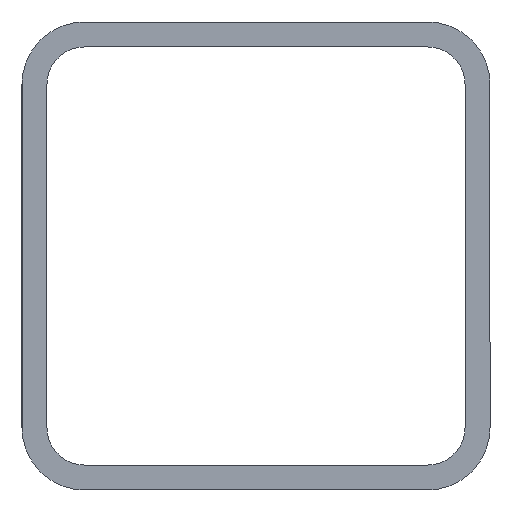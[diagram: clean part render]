
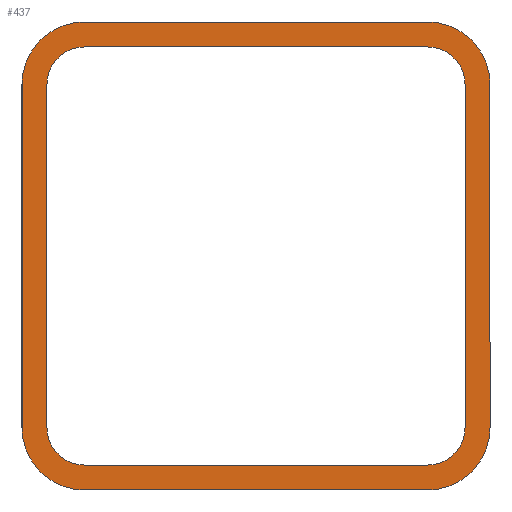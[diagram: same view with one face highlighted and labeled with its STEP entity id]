
A CAD part, left-side view. The second image highlights one B-rep face of the part: STEP entity #437.
In plain terms, the highlighted planar face has unit normal (-1, 0, 0).
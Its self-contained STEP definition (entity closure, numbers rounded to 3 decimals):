
#10 = EDGE_CURVE ( 'NONE', #531, #193, #609, .T. ) ;
#11 = DIRECTION ( 'NONE',  ( 0., -1., 0. ) ) ;
#27 = EDGE_CURVE ( 'NONE', #235, #383, #142, .T. ) ;
#29 = DIRECTION ( 'NONE',  ( 0., 1., 0. ) ) ;
#33 = EDGE_CURVE ( 'NONE', #143, #549, #403, .T. ) ;
#34 = AXIS2_PLACEMENT_3D ( 'NONE', #192, #46, #592 ) ;
#35 = DIRECTION ( 'NONE',  ( -1., 0., 0. ) ) ;
#37 = VERTEX_POINT ( 'NONE', #374 ) ;
#39 = CARTESIAN_POINT ( 'NONE',  ( -1375.5, 27.5, -37.5 ) ) ;
#46 = DIRECTION ( 'NONE',  ( -1., 0., 0. ) ) ;
#52 = EDGE_LOOP ( 'NONE', ( #599, #166, #580, #644, #82, #486, #153, #495 ) ) ;
#55 = CARTESIAN_POINT ( 'NONE',  ( -1375.5, -37.5, -27.5 ) ) ;
#57 = LINE ( 'NONE', #566, #392 ) ;
#67 = LINE ( 'NONE', #468, #70 ) ;
#70 = VECTOR ( 'NONE', #108, 1000. ) ;
#74 = CARTESIAN_POINT ( 'NONE',  ( -1375.5, -27.5, -37.5 ) ) ;
#80 = CARTESIAN_POINT ( 'NONE',  ( -1375.5, -27.5, -33.5 ) ) ;
#81 = AXIS2_PLACEMENT_3D ( 'NONE', #530, #581, #430 ) ;
#82 = ORIENTED_EDGE ( 'NONE', *, *, #33, .F. ) ;
#84 = FACE_BOUND ( 'NONE', #52, .T. ) ;
#85 = CARTESIAN_POINT ( 'NONE',  ( -1375.5, -27.5, -27.5 ) ) ;
#95 = DIRECTION ( 'NONE',  ( 0., 1., 0. ) ) ;
#102 = AXIS2_PLACEMENT_3D ( 'NONE', #269, #463, #11 ) ;
#105 = LINE ( 'NONE', #55, #287 ) ;
#108 = DIRECTION ( 'NONE',  ( 0., 1., 0. ) ) ;
#111 = VECTOR ( 'NONE', #263, 1000. ) ;
#114 = CARTESIAN_POINT ( 'NONE',  ( -1375.5, 27.5, 33.5 ) ) ;
#125 = DIRECTION ( 'NONE',  ( 0., 1., 0. ) ) ;
#132 = CARTESIAN_POINT ( 'NONE',  ( -1375.5, -27.5, 27.5 ) ) ;
#142 = LINE ( 'NONE', #184, #271 ) ;
#143 = VERTEX_POINT ( 'NONE', #398 ) ;
#145 = CIRCLE ( 'NONE', #516, 10. ) ;
#146 = CARTESIAN_POINT ( 'NONE',  ( -1375.5, 27.5, 27.5 ) ) ;
#150 = CARTESIAN_POINT ( 'NONE',  ( -1375.5, 27.5, -27.5 ) ) ;
#152 = DIRECTION ( 'NONE',  ( 0., -1., 0. ) ) ;
#153 = ORIENTED_EDGE ( 'NONE', *, *, #10, .F. ) ;
#154 = DIRECTION ( 'NONE',  ( 0., -1., 0. ) ) ;
#158 = EDGE_CURVE ( 'NONE', #529, #222, #506, .T. ) ;
#161 = EDGE_CURVE ( 'NONE', #449, #397, #105, .T. ) ;
#166 = ORIENTED_EDGE ( 'NONE', *, *, #27, .F. ) ;
#178 = CIRCLE ( 'NONE', #34, 10. ) ;
#179 = CARTESIAN_POINT ( 'NONE',  ( -1375.5, -37.5, -27.5 ) ) ;
#184 = CARTESIAN_POINT ( 'NONE',  ( -1375.5, 33.5, -27.5 ) ) ;
#189 = DIRECTION ( 'NONE',  ( -1., 0., 0. ) ) ;
#192 = CARTESIAN_POINT ( 'NONE',  ( -1375.5, -27.5, -27.5 ) ) ;
#193 = VERTEX_POINT ( 'NONE', #647 ) ;
#195 = DIRECTION ( 'NONE',  ( -1., 0., 0. ) ) ;
#197 = EDGE_CURVE ( 'NONE', #522, #282, #145, .T. ) ;
#212 = EDGE_CURVE ( 'NONE', #351, #235, #536, .T. ) ;
#217 = LINE ( 'NONE', #524, #111 ) ;
#222 = VERTEX_POINT ( 'NONE', #396 ) ;
#226 = CARTESIAN_POINT ( 'NONE',  ( -1375.5, 37.5, -27.5 ) ) ;
#234 = DIRECTION ( 'NONE',  ( 1., 0., 0. ) ) ;
#235 = VERTEX_POINT ( 'NONE', #363 ) ;
#238 = LINE ( 'NONE', #435, #459 ) ;
#246 = LINE ( 'NONE', #606, #354 ) ;
#251 = CIRCLE ( 'NONE', #81, 10. ) ;
#252 = DIRECTION ( 'NONE',  ( 0., 0., 1. ) ) ;
#263 = DIRECTION ( 'NONE',  ( 0., 0., -1. ) ) ;
#269 = CARTESIAN_POINT ( 'NONE',  ( -1375.5, 27.5, -27.5 ) ) ;
#271 = VECTOR ( 'NONE', #340, 1000. ) ;
#273 = EDGE_CURVE ( 'NONE', #37, #531, #57, .T. ) ;
#282 = VERTEX_POINT ( 'NONE', #618 ) ;
#286 = VERTEX_POINT ( 'NONE', #519 ) ;
#287 = VECTOR ( 'NONE', #252, 1000. ) ;
#290 = EDGE_CURVE ( 'NONE', #282, #529, #217, .T. ) ;
#304 = ORIENTED_EDGE ( 'NONE', *, *, #197, .T. ) ;
#305 = EDGE_CURVE ( 'NONE', #383, #37, #563, .T. ) ;
#325 = DIRECTION ( 'NONE',  ( 0., 1., 0. ) ) ;
#327 = CARTESIAN_POINT ( 'NONE',  ( -1375.5, -37.5, 27.5 ) ) ;
#330 = EDGE_CURVE ( 'NONE', #549, #351, #67, .T. ) ;
#332 = CARTESIAN_POINT ( 'NONE',  ( -1375.5, 27.5, 37.5 ) ) ;
#334 = ORIENTED_EDGE ( 'NONE', *, *, #158, .T. ) ;
#337 = ORIENTED_EDGE ( 'NONE', *, *, #547, .T. ) ;
#340 = DIRECTION ( 'NONE',  ( 0., 0., -1. ) ) ;
#344 = DIRECTION ( 'NONE',  ( -1., 0., 0. ) ) ;
#351 = VERTEX_POINT ( 'NONE', #114 ) ;
#354 = VECTOR ( 'NONE', #442, 1000. ) ;
#363 = CARTESIAN_POINT ( 'NONE',  ( -1375.5, 33.5, 27.5 ) ) ;
#364 = AXIS2_PLACEMENT_3D ( 'NONE', #132, #189, #585 ) ;
#373 = CARTESIAN_POINT ( 'NONE',  ( -1375.5, 27.5, 27.5 ) ) ;
#374 = CARTESIAN_POINT ( 'NONE',  ( -1375.5, 27.5, -33.5 ) ) ;
#383 = VERTEX_POINT ( 'NONE', #615 ) ;
#390 = ORIENTED_EDGE ( 'NONE', *, *, #490, .T. ) ;
#391 = DIRECTION ( 'NONE',  ( 0., 1., 0. ) ) ;
#392 = VECTOR ( 'NONE', #628, 1000. ) ;
#394 = VECTOR ( 'NONE', #154, 1000. ) ;
#395 = LINE ( 'NONE', #39, #394 ) ;
#396 = CARTESIAN_POINT ( 'NONE',  ( -1375.5, 27.5, -37.5 ) ) ;
#397 = VERTEX_POINT ( 'NONE', #327 ) ;
#398 = CARTESIAN_POINT ( 'NONE',  ( -1375.5, -33.5, 27.5 ) ) ;
#403 = CIRCLE ( 'NONE', #364, 6. ) ;
#415 = VERTEX_POINT ( 'NONE', #74 ) ;
#424 = FACE_OUTER_BOUND ( 'NONE', #590, .T. ) ;
#430 = DIRECTION ( 'NONE',  ( 0., -1., 0. ) ) ;
#435 = CARTESIAN_POINT ( 'NONE',  ( -1375.5, 27.5, 37.5 ) ) ;
#436 = ORIENTED_EDGE ( 'NONE', *, *, #290, .T. ) ;
#437 = ADVANCED_FACE ( 'NONE', ( #424, #84 ), #633, .F. ) ;
#442 = DIRECTION ( 'NONE',  ( 0., 0., 1. ) ) ;
#449 = VERTEX_POINT ( 'NONE', #179 ) ;
#457 = AXIS2_PLACEMENT_3D ( 'NONE', #150, #497, #152 ) ;
#459 = VECTOR ( 'NONE', #125, 1000. ) ;
#463 = DIRECTION ( 'NONE',  ( -1., 0., 0. ) ) ;
#468 = CARTESIAN_POINT ( 'NONE',  ( -1375.5, 27.5, 33.5 ) ) ;
#471 = ORIENTED_EDGE ( 'NONE', *, *, #161, .T. ) ;
#486 = ORIENTED_EDGE ( 'NONE', *, *, #586, .F. ) ;
#490 = EDGE_CURVE ( 'NONE', #286, #522, #238, .T. ) ;
#495 = ORIENTED_EDGE ( 'NONE', *, *, #273, .F. ) ;
#497 = DIRECTION ( 'NONE',  ( -1., 0., 0. ) ) ;
#505 = EDGE_CURVE ( 'NONE', #397, #286, #251, .T. ) ;
#506 = CIRCLE ( 'NONE', #457, 10. ) ;
#516 = AXIS2_PLACEMENT_3D ( 'NONE', #602, #195, #391 ) ;
#519 = CARTESIAN_POINT ( 'NONE',  ( -1375.5, -27.5, 37.5 ) ) ;
#522 = VERTEX_POINT ( 'NONE', #332 ) ;
#524 = CARTESIAN_POINT ( 'NONE',  ( -1375.5, 37.5, -27.5 ) ) ;
#528 = AXIS2_PLACEMENT_3D ( 'NONE', #373, #234, #325 ) ;
#529 = VERTEX_POINT ( 'NONE', #226 ) ;
#530 = CARTESIAN_POINT ( 'NONE',  ( -1375.5, -27.5, 27.5 ) ) ;
#531 = VERTEX_POINT ( 'NONE', #80 ) ;
#536 = CIRCLE ( 'NONE', #630, 6. ) ;
#547 = EDGE_CURVE ( 'NONE', #222, #415, #395, .T. ) ;
#549 = VERTEX_POINT ( 'NONE', #645 ) ;
#563 = CIRCLE ( 'NONE', #102, 6. ) ;
#566 = CARTESIAN_POINT ( 'NONE',  ( -1375.5, 27.5, -33.5 ) ) ;
#574 = EDGE_CURVE ( 'NONE', #415, #449, #178, .T. ) ;
#580 = ORIENTED_EDGE ( 'NONE', *, *, #212, .F. ) ;
#581 = DIRECTION ( 'NONE',  ( -1., 0., 0. ) ) ;
#585 = DIRECTION ( 'NONE',  ( 0., -1., 0. ) ) ;
#586 = EDGE_CURVE ( 'NONE', #193, #143, #246, .T. ) ;
#590 = EDGE_LOOP ( 'NONE', ( #304, #436, #334, #337, #629, #471, #593, #390 ) ) ;
#592 = DIRECTION ( 'NONE',  ( 0., 1., 0. ) ) ;
#593 = ORIENTED_EDGE ( 'NONE', *, *, #505, .T. ) ;
#599 = ORIENTED_EDGE ( 'NONE', *, *, #305, .F. ) ;
#602 = CARTESIAN_POINT ( 'NONE',  ( -1375.5, 27.5, 27.5 ) ) ;
#606 = CARTESIAN_POINT ( 'NONE',  ( -1375.5, -33.5, -27.5 ) ) ;
#609 = CIRCLE ( 'NONE', #620, 6. ) ;
#615 = CARTESIAN_POINT ( 'NONE',  ( -1375.5, 33.5, -27.5 ) ) ;
#618 = CARTESIAN_POINT ( 'NONE',  ( -1375.5, 37.5, 27.5 ) ) ;
#620 = AXIS2_PLACEMENT_3D ( 'NONE', #85, #35, #29 ) ;
#628 = DIRECTION ( 'NONE',  ( 0., -1., 0. ) ) ;
#629 = ORIENTED_EDGE ( 'NONE', *, *, #574, .T. ) ;
#630 = AXIS2_PLACEMENT_3D ( 'NONE', #146, #344, #95 ) ;
#633 = PLANE ( 'NONE',  #528 ) ;
#644 = ORIENTED_EDGE ( 'NONE', *, *, #330, .F. ) ;
#645 = CARTESIAN_POINT ( 'NONE',  ( -1375.5, -27.5, 33.5 ) ) ;
#647 = CARTESIAN_POINT ( 'NONE',  ( -1375.5, -33.5, -27.5 ) ) ;
